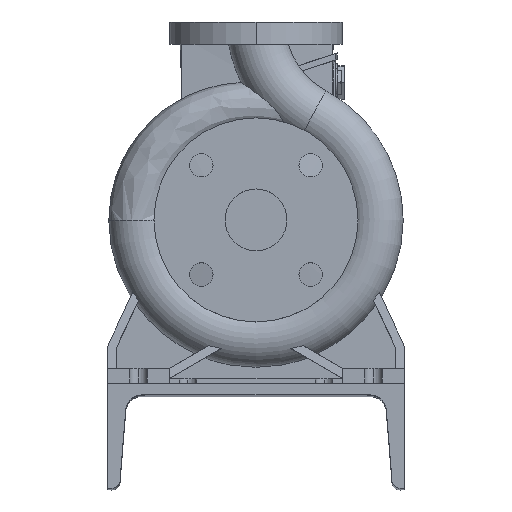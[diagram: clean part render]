
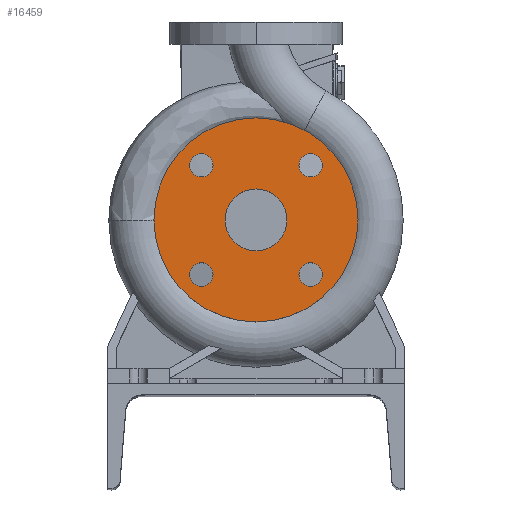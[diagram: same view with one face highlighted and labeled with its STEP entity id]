
A CAD part, top view. The second image highlights one B-rep face of the part: STEP entity #16459.
In plain terms, the highlighted planar face has unit normal (0, 0, 1).
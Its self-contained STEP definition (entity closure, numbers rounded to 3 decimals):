
#162 = CARTESIAN_POINT ( 'NONE',  ( 0., 0., 80. ) ) ;
#573 = EDGE_CURVE ( 'NONE', #3014, #15674, #18447, .T. ) ;
#909 = AXIS2_PLACEMENT_3D ( 'NONE', #28033, #2544, #15947 ) ;
#1025 = ORIENTED_EDGE ( 'NONE', *, *, #6808, .F. ) ;
#1554 = DIRECTION ( 'NONE',  ( 0., 0., 1. ) ) ;
#1595 = DIRECTION ( 'NONE',  ( 1., 0., 0. ) ) ;
#1717 = AXIS2_PLACEMENT_3D ( 'NONE', #8081, #33556, #32998 ) ;
#1902 = DIRECTION ( 'NONE',  ( 1., 0., 0. ) ) ;
#2156 = ORIENTED_EDGE ( 'NONE', *, *, #573, .F. ) ;
#2245 = VERTEX_POINT ( 'NONE', #30105 ) ;
#2452 = VERTEX_POINT ( 'NONE', #19492 ) ;
#2544 = DIRECTION ( 'NONE',  ( 0., 0., 1. ) ) ;
#2599 = EDGE_CURVE ( 'NONE', #21218, #2245, #24328, .T. ) ;
#2892 = CIRCLE ( 'NONE', #28442, 9.5 ) ;
#3006 = EDGE_CURVE ( 'NONE', #21653, #30818, #21967, .T. ) ;
#3014 = VERTEX_POINT ( 'NONE', #35745 ) ;
#3123 = AXIS2_PLACEMENT_3D ( 'NONE', #162, #23052, #25849 ) ;
#3352 = AXIS2_PLACEMENT_3D ( 'NONE', #30996, #22637, #15724 ) ;
#3985 = EDGE_CURVE ( 'NONE', #2245, #21218, #13692, .T. ) ;
#4009 = VERTEX_POINT ( 'NONE', #17574 ) ;
#4208 = EDGE_CURVE ( 'NONE', #30818, #21653, #26167, .T. ) ;
#4487 = EDGE_LOOP ( 'NONE', ( #35910, #16304 ) ) ;
#4668 = ORIENTED_EDGE ( 'NONE', *, *, #4208, .F. ) ;
#5549 = EDGE_LOOP ( 'NONE', ( #18776, #26697 ) ) ;
#5938 = PLANE ( 'NONE',  #24183 ) ;
#6808 = EDGE_CURVE ( 'NONE', #2452, #14898, #25608, .T. ) ;
#6810 = CIRCLE ( 'NONE', #27611, 9.5 ) ;
#7331 = DIRECTION ( 'NONE',  ( 1., 0., 0. ) ) ;
#8081 = CARTESIAN_POINT ( 'NONE',  ( 44.194, 44.194, 80. ) ) ;
#8218 = DIRECTION ( 'NONE',  ( 0., 0., 1. ) ) ;
#8344 = CARTESIAN_POINT ( 'NONE',  ( -44.194, -44.194, 80. ) ) ;
#8940 = DIRECTION ( 'NONE',  ( 0., 0., 1. ) ) ;
#8947 = AXIS2_PLACEMENT_3D ( 'NONE', #11853, #1554, #15887 ) ;
#9275 = EDGE_CURVE ( 'NONE', #29032, #13874, #15598, .T. ) ;
#9471 = CARTESIAN_POINT ( 'NONE',  ( 0., 82.5, 80. ) ) ;
#10288 = CARTESIAN_POINT ( 'NONE',  ( -44.194, 44.194, 80. ) ) ;
#11853 = CARTESIAN_POINT ( 'NONE',  ( -44.194, -44.194, 80. ) ) ;
#12211 = CIRCLE ( 'NONE', #909, 82.5 ) ;
#12254 = ORIENTED_EDGE ( 'NONE', *, *, #18030, .F. ) ;
#13692 = CIRCLE ( 'NONE', #17245, 9.5 ) ;
#13874 = VERTEX_POINT ( 'NONE', #15323 ) ;
#13876 = CARTESIAN_POINT ( 'NONE',  ( 53.694, 44.194, 80. ) ) ;
#14326 = CARTESIAN_POINT ( 'NONE',  ( 44.194, -44.194, 80. ) ) ;
#14898 = VERTEX_POINT ( 'NONE', #27886 ) ;
#15035 = FACE_BOUND ( 'NONE', #19925, .T. ) ;
#15236 = EDGE_CURVE ( 'NONE', #13874, #29032, #12211, .T. ) ;
#15323 = CARTESIAN_POINT ( 'NONE',  ( -82.5, 0., 80. ) ) ;
#15598 = CIRCLE ( 'NONE', #3123, 82.5 ) ;
#15674 = VERTEX_POINT ( 'NONE', #31317 ) ;
#15724 = DIRECTION ( 'NONE',  ( 1., 0., 0. ) ) ;
#15887 = DIRECTION ( 'NONE',  ( 1., 0., 0. ) ) ;
#15947 = DIRECTION ( 'NONE',  ( 1., 0., 0. ) ) ;
#16042 = CARTESIAN_POINT ( 'NONE',  ( 34.694, -44.194, 80. ) ) ;
#16304 = ORIENTED_EDGE ( 'NONE', *, *, #3985, .F. ) ;
#16459 = ADVANCED_FACE ( 'NONE', ( #26038, #28815, #17456, #29171, #15035, #23800 ), #5938, .F. ) ;
#17245 = AXIS2_PLACEMENT_3D ( 'NONE', #23171, #31891, #23359 ) ;
#17456 = FACE_BOUND ( 'NONE', #35887, .T. ) ;
#17486 = DIRECTION ( 'NONE',  ( 1., 0., 0. ) ) ;
#17574 = CARTESIAN_POINT ( 'NONE',  ( -34.694, 44.194, 80. ) ) ;
#18030 = EDGE_CURVE ( 'NONE', #32917, #4009, #2892, .T. ) ;
#18193 = AXIS2_PLACEMENT_3D ( 'NONE', #10288, #19190, #1902 ) ;
#18447 = CIRCLE ( 'NONE', #31883, 25. ) ;
#18503 = DIRECTION ( 'NONE',  ( 0., 0., 1. ) ) ;
#18776 = ORIENTED_EDGE ( 'NONE', *, *, #9275, .T. ) ;
#19190 = DIRECTION ( 'NONE',  ( 0., 0., 1. ) ) ;
#19492 = CARTESIAN_POINT ( 'NONE',  ( -34.694, -44.194, 80. ) ) ;
#19925 = EDGE_LOOP ( 'NONE', ( #21543, #2156 ) ) ;
#20081 = CARTESIAN_POINT ( 'NONE',  ( 53.694, -44.194, 80. ) ) ;
#20166 = AXIS2_PLACEMENT_3D ( 'NONE', #22164, #8218, #33510 ) ;
#21218 = VERTEX_POINT ( 'NONE', #13876 ) ;
#21543 = ORIENTED_EDGE ( 'NONE', *, *, #30276, .F. ) ;
#21653 = VERTEX_POINT ( 'NONE', #20081 ) ;
#21967 = CIRCLE ( 'NONE', #20166, 9.5 ) ;
#22164 = CARTESIAN_POINT ( 'NONE',  ( 44.194, -44.194, 80. ) ) ;
#22305 = DIRECTION ( 'NONE',  ( 0., 0., 1. ) ) ;
#22434 = ORIENTED_EDGE ( 'NONE', *, *, #30889, .F. ) ;
#22637 = DIRECTION ( 'NONE',  ( 0., 0., 1. ) ) ;
#23052 = DIRECTION ( 'NONE',  ( 0., 0., 1. ) ) ;
#23171 = CARTESIAN_POINT ( 'NONE',  ( 44.194, 44.194, 80. ) ) ;
#23359 = DIRECTION ( 'NONE',  ( 1., 0., 0. ) ) ;
#23800 = FACE_OUTER_BOUND ( 'NONE', #5549, .T. ) ;
#24183 = AXIS2_PLACEMENT_3D ( 'NONE', #9471, #29356, #35124 ) ;
#24328 = CIRCLE ( 'NONE', #1717, 9.5 ) ;
#24787 = CIRCLE ( 'NONE', #18193, 9.5 ) ;
#25608 = CIRCLE ( 'NONE', #8947, 9.5 ) ;
#25849 = DIRECTION ( 'NONE',  ( 1., 0., 0. ) ) ;
#26038 = FACE_BOUND ( 'NONE', #26888, .T. ) ;
#26114 = EDGE_CURVE ( 'NONE', #14898, #2452, #6810, .T. ) ;
#26167 = CIRCLE ( 'NONE', #27968, 9.5 ) ;
#26697 = ORIENTED_EDGE ( 'NONE', *, *, #15236, .T. ) ;
#26888 = EDGE_LOOP ( 'NONE', ( #31542, #4668 ) ) ;
#27132 = CARTESIAN_POINT ( 'NONE',  ( -53.694, 44.194, 80. ) ) ;
#27611 = AXIS2_PLACEMENT_3D ( 'NONE', #8344, #22305, #33651 ) ;
#27886 = CARTESIAN_POINT ( 'NONE',  ( -53.694, -44.194, 80. ) ) ;
#27968 = AXIS2_PLACEMENT_3D ( 'NONE', #14326, #8940, #17486 ) ;
#28033 = CARTESIAN_POINT ( 'NONE',  ( 0., 0., 80. ) ) ;
#28442 = AXIS2_PLACEMENT_3D ( 'NONE', #35464, #18503, #1595 ) ;
#28815 = FACE_BOUND ( 'NONE', #32340, .T. ) ;
#29032 = VERTEX_POINT ( 'NONE', #33058 ) ;
#29171 = FACE_BOUND ( 'NONE', #4487, .T. ) ;
#29356 = DIRECTION ( 'NONE',  ( 0., 0., -1. ) ) ;
#30105 = CARTESIAN_POINT ( 'NONE',  ( 34.694, 44.194, 80. ) ) ;
#30276 = EDGE_CURVE ( 'NONE', #15674, #3014, #35428, .T. ) ;
#30383 = CARTESIAN_POINT ( 'NONE',  ( 0., 0., 80. ) ) ;
#30818 = VERTEX_POINT ( 'NONE', #16042 ) ;
#30889 = EDGE_CURVE ( 'NONE', #4009, #32917, #24787, .T. ) ;
#30996 = CARTESIAN_POINT ( 'NONE',  ( 0., 0., 80. ) ) ;
#31317 = CARTESIAN_POINT ( 'NONE',  ( 25., 0., 80. ) ) ;
#31542 = ORIENTED_EDGE ( 'NONE', *, *, #3006, .F. ) ;
#31883 = AXIS2_PLACEMENT_3D ( 'NONE', #30383, #32444, #7331 ) ;
#31891 = DIRECTION ( 'NONE',  ( 0., 0., 1. ) ) ;
#32340 = EDGE_LOOP ( 'NONE', ( #1025, #36240 ) ) ;
#32444 = DIRECTION ( 'NONE',  ( 0., 0., 1. ) ) ;
#32917 = VERTEX_POINT ( 'NONE', #27132 ) ;
#32998 = DIRECTION ( 'NONE',  ( 1., 0., 0. ) ) ;
#33058 = CARTESIAN_POINT ( 'NONE',  ( 82.5, 0., 80. ) ) ;
#33510 = DIRECTION ( 'NONE',  ( 1., 0., 0. ) ) ;
#33556 = DIRECTION ( 'NONE',  ( 0., 0., 1. ) ) ;
#33651 = DIRECTION ( 'NONE',  ( 1., 0., 0. ) ) ;
#35124 = DIRECTION ( 'NONE',  ( -1., 0., 0. ) ) ;
#35428 = CIRCLE ( 'NONE', #3352, 25. ) ;
#35464 = CARTESIAN_POINT ( 'NONE',  ( -44.194, 44.194, 80. ) ) ;
#35745 = CARTESIAN_POINT ( 'NONE',  ( -25., 0., 80. ) ) ;
#35887 = EDGE_LOOP ( 'NONE', ( #22434, #12254 ) ) ;
#35910 = ORIENTED_EDGE ( 'NONE', *, *, #2599, .F. ) ;
#36240 = ORIENTED_EDGE ( 'NONE', *, *, #26114, .F. ) ;
